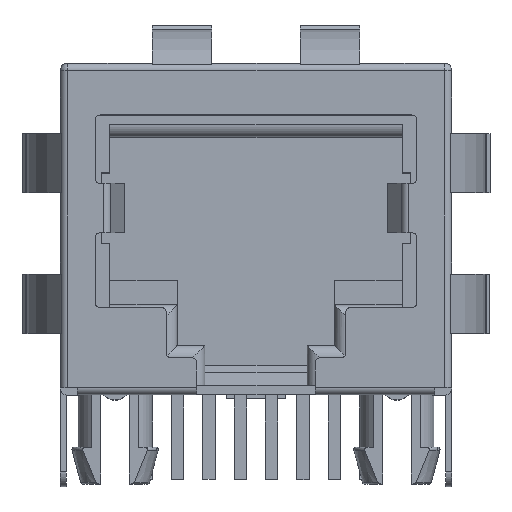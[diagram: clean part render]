
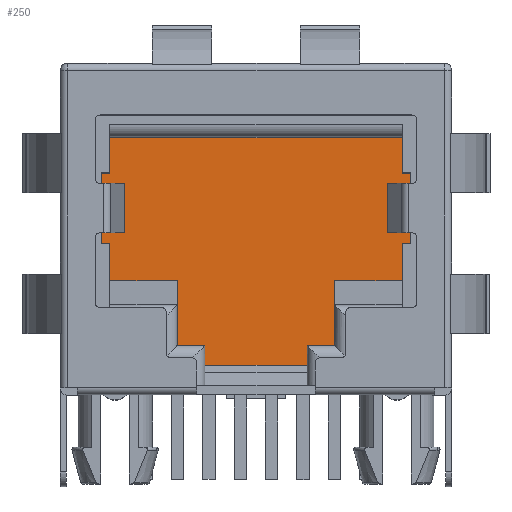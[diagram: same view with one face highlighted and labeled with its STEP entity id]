
A CAD part, top view. The second image highlights one B-rep face of the part: STEP entity #250.
In plain terms, the highlighted planar face has unit normal (0, 0, 1).
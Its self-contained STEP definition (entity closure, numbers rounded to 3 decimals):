
#250 = ADVANCED_FACE ( 'NONE', ( #5343 ), #3490, .T. ) ;
#2188 = EDGE_LOOP ( 'NONE', ( #4874, #4864, #4868, #4863, #4866, #4838, #4837, #4860, #4925, #4926, #4946, #4904, #4913, #4922, #4936, #4924 ) ) ;
#2777 = VERTEX_POINT ( 'NONE', #10573 ) ;
#2778 = VERTEX_POINT ( 'NONE', #10574 ) ;
#2803 = VERTEX_POINT ( 'NONE', #10599 ) ;
#2805 = VERTEX_POINT ( 'NONE', #10601 ) ;
#2865 = VERTEX_POINT ( 'NONE', #10661 ) ;
#2884 = VERTEX_POINT ( 'NONE', #10680 ) ;
#2886 = VERTEX_POINT ( 'NONE', #10682 ) ;
#2887 = VERTEX_POINT ( 'NONE', #10683 ) ;
#2889 = VERTEX_POINT ( 'NONE', #10685 ) ;
#2891 = VERTEX_POINT ( 'NONE', #10687 ) ;
#2892 = VERTEX_POINT ( 'NONE', #10688 ) ;
#2894 = VERTEX_POINT ( 'NONE', #10690 ) ;
#2900 = VERTEX_POINT ( 'NONE', #10696 ) ;
#2903 = VERTEX_POINT ( 'NONE', #10699 ) ;
#2904 = VERTEX_POINT ( 'NONE', #10700 ) ;
#2906 = VERTEX_POINT ( 'NONE', #10702 ) ;
#3490 = PLANE ( 'NONE',  #5715 ) ;
#3497 = DIRECTION ( 'NONE',  ( 0., 0., 1. ) ) ;
#3501 = CARTESIAN_POINT ( 'NONE',  ( 0., 0., -11.25 ) ) ;
#3512 = DIRECTION ( 'NONE',  ( 1., 0., 0. ) ) ;
#4280 = EDGE_CURVE ( 'NONE', #2904, #2906, #8743, .T. ) ;
#4283 = EDGE_CURVE ( 'NONE', #2900, #2903, #8747, .T. ) ;
#4304 = EDGE_CURVE ( 'NONE', #2891, #2889, #8786, .T. ) ;
#4306 = EDGE_CURVE ( 'NONE', #2894, #2891, #8794, .T. ) ;
#4308 = EDGE_CURVE ( 'NONE', #2892, #2894, #8797, .T. ) ;
#4311 = EDGE_CURVE ( 'NONE', #2887, #2892, #8803, .T. ) ;
#4313 = EDGE_CURVE ( 'NONE', #2886, #2887, #8807, .T. ) ;
#4316 = EDGE_CURVE ( 'NONE', #2904, #2886, #8813, .T. ) ;
#4324 = EDGE_CURVE ( 'NONE', #2884, #2906, #8828, .T. ) ;
#4353 = EDGE_CURVE ( 'NONE', #2884, #2865, #8886, .T. ) ;
#4369 = EDGE_CURVE ( 'NONE', #2865, #2903, #8918, .T. ) ;
#4375 = EDGE_CURVE ( 'NONE', #2900, #2805, #8929, .T. ) ;
#4377 = EDGE_CURVE ( 'NONE', #2778, #2805, #8933, .T. ) ;
#4380 = EDGE_CURVE ( 'NONE', #2803, #2778, #8939, .T. ) ;
#4382 = EDGE_CURVE ( 'NONE', #2777, #2803, #8943, .T. ) ;
#4384 = EDGE_CURVE ( 'NONE', #2777, #2889, #8947, .T. ) ;
#4837 = ORIENTED_EDGE ( 'NONE', *, *, #4311, .T. ) ;
#4838 = ORIENTED_EDGE ( 'NONE', *, *, #4313, .T. ) ;
#4860 = ORIENTED_EDGE ( 'NONE', *, *, #4308, .T. ) ;
#4863 = ORIENTED_EDGE ( 'NONE', *, *, #4280, .F. ) ;
#4864 = ORIENTED_EDGE ( 'NONE', *, *, #4353, .F. ) ;
#4866 = ORIENTED_EDGE ( 'NONE', *, *, #4316, .T. ) ;
#4868 = ORIENTED_EDGE ( 'NONE', *, *, #4324, .T. ) ;
#4874 = ORIENTED_EDGE ( 'NONE', *, *, #4369, .F. ) ;
#4904 = ORIENTED_EDGE ( 'NONE', *, *, #4382, .T. ) ;
#4913 = ORIENTED_EDGE ( 'NONE', *, *, #4380, .T. ) ;
#4922 = ORIENTED_EDGE ( 'NONE', *, *, #4377, .T. ) ;
#4924 = ORIENTED_EDGE ( 'NONE', *, *, #4283, .T. ) ;
#4925 = ORIENTED_EDGE ( 'NONE', *, *, #4306, .T. ) ;
#4926 = ORIENTED_EDGE ( 'NONE', *, *, #4304, .T. ) ;
#4936 = ORIENTED_EDGE ( 'NONE', *, *, #4375, .F. ) ;
#4946 = ORIENTED_EDGE ( 'NONE', *, *, #4384, .F. ) ;
#5343 = FACE_OUTER_BOUND ( 'NONE', #2188, .T. ) ;
#5715 = AXIS2_PLACEMENT_3D ( 'NONE', #3501, #3497, #3512 ) ;
#8743 = LINE ( 'NONE', #11059, #8746 ) ;
#8746 = VECTOR ( 'NONE', #11060, 1000. ) ;
#8747 = LINE ( 'NONE', #11057, #8752 ) ;
#8752 = VECTOR ( 'NONE', #11066, 1000. ) ;
#8786 = LINE ( 'NONE', #11093, #8793 ) ;
#8793 = VECTOR ( 'NONE', #11109, 1000. ) ;
#8794 = LINE ( 'NONE', #11107, #8796 ) ;
#8796 = VECTOR ( 'NONE', #11103, 1000. ) ;
#8797 = LINE ( 'NONE', #11117, #8800 ) ;
#8800 = VECTOR ( 'NONE', #11118, 1000. ) ;
#8803 = LINE ( 'NONE', #11123, #8806 ) ;
#8806 = VECTOR ( 'NONE', #11124, 1000. ) ;
#8807 = LINE ( 'NONE', #11127, #8810 ) ;
#8810 = VECTOR ( 'NONE', #11128, 1000. ) ;
#8813 = LINE ( 'NONE', #11133, #8816 ) ;
#8816 = VECTOR ( 'NONE', #11134, 1000. ) ;
#8828 = LINE ( 'NONE', #11150, #8831 ) ;
#8831 = VECTOR ( 'NONE', #11151, 1000. ) ;
#8886 = LINE ( 'NONE', #11208, #8889 ) ;
#8889 = VECTOR ( 'NONE', #11209, 1000. ) ;
#8918 = LINE ( 'NONE', #11239, #8921 ) ;
#8921 = VECTOR ( 'NONE', #11240, 1000. ) ;
#8929 = LINE ( 'NONE', #11253, #8932 ) ;
#8932 = VECTOR ( 'NONE', #11254, 1000. ) ;
#8933 = LINE ( 'NONE', #11257, #8936 ) ;
#8936 = VECTOR ( 'NONE', #11258, 1000. ) ;
#8939 = LINE ( 'NONE', #11263, #8942 ) ;
#8942 = VECTOR ( 'NONE', #11264, 1000. ) ;
#8943 = LINE ( 'NONE', #11267, #8946 ) ;
#8946 = VECTOR ( 'NONE', #11268, 1000. ) ;
#8947 = LINE ( 'NONE', #11271, #8950 ) ;
#8950 = VECTOR ( 'NONE', #11272, 1000. ) ;
#10573 = CARTESIAN_POINT ( 'NONE',  ( -5.93, 9.2, -11.25 ) ) ;
#10574 = CARTESIAN_POINT ( 'NONE',  ( -6.275, 6.35, -11.25 ) ) ;
#10599 = CARTESIAN_POINT ( 'NONE',  ( -6.275, 9.2, -11.25 ) ) ;
#10601 = CARTESIAN_POINT ( 'NONE',  ( -5.93, 6.35, -11.25 ) ) ;
#10661 = CARTESIAN_POINT ( 'NONE',  ( -3.19, 1.42, -11.25 ) ) ;
#10680 = CARTESIAN_POINT ( 'NONE',  ( 3.19, 1.42, -11.25 ) ) ;
#10682 = CARTESIAN_POINT ( 'NONE',  ( 5.93, 6.35, -11.25 ) ) ;
#10683 = CARTESIAN_POINT ( 'NONE',  ( 6.275, 6.35, -11.25 ) ) ;
#10685 = CARTESIAN_POINT ( 'NONE',  ( -5.93, 10.65, -11.25 ) ) ;
#10687 = CARTESIAN_POINT ( 'NONE',  ( 5.93, 10.65, -11.25 ) ) ;
#10688 = CARTESIAN_POINT ( 'NONE',  ( 6.275, 9.2, -11.25 ) ) ;
#10690 = CARTESIAN_POINT ( 'NONE',  ( 5.93, 9.2, -11.25 ) ) ;
#10696 = CARTESIAN_POINT ( 'NONE',  ( -5.93, 4.85, -11.25 ) ) ;
#10699 = CARTESIAN_POINT ( 'NONE',  ( -3.19, 4.85, -11.25 ) ) ;
#10700 = CARTESIAN_POINT ( 'NONE',  ( 5.93, 4.85, -11.25 ) ) ;
#10702 = CARTESIAN_POINT ( 'NONE',  ( 3.19, 4.85, -11.25 ) ) ;
#11057 = CARTESIAN_POINT ( 'NONE',  ( 0., 4.85, -11.25 ) ) ;
#11059 = CARTESIAN_POINT ( 'NONE',  ( 0., 4.85, -11.25 ) ) ;
#11060 = DIRECTION ( 'NONE',  ( -1., 0., 0. ) ) ;
#11066 = DIRECTION ( 'NONE',  ( 1., 0., 0. ) ) ;
#11093 = CARTESIAN_POINT ( 'NONE',  ( 0., 10.65, -11.25 ) ) ;
#11103 = DIRECTION ( 'NONE',  ( 0., 1., 0. ) ) ;
#11107 = CARTESIAN_POINT ( 'NONE',  ( 5.93, 0., -11.25 ) ) ;
#11109 = DIRECTION ( 'NONE',  ( -1., 0., 0. ) ) ;
#11117 = CARTESIAN_POINT ( 'NONE',  ( 0., 9.2, -11.25 ) ) ;
#11118 = DIRECTION ( 'NONE',  ( -1., 0., 0. ) ) ;
#11123 = CARTESIAN_POINT ( 'NONE',  ( 6.275, 0., -11.25 ) ) ;
#11124 = DIRECTION ( 'NONE',  ( 0., 1., 0. ) ) ;
#11127 = CARTESIAN_POINT ( 'NONE',  ( 0., 6.35, -11.25 ) ) ;
#11128 = DIRECTION ( 'NONE',  ( 1., 0., 0. ) ) ;
#11133 = CARTESIAN_POINT ( 'NONE',  ( 5.93, 0., -11.25 ) ) ;
#11134 = DIRECTION ( 'NONE',  ( 0., 1., 0. ) ) ;
#11150 = CARTESIAN_POINT ( 'NONE',  ( 3.19, 0., -11.25 ) ) ;
#11151 = DIRECTION ( 'NONE',  ( 0., 1., 0. ) ) ;
#11208 = CARTESIAN_POINT ( 'NONE',  ( 0., 1.42, -11.25 ) ) ;
#11209 = DIRECTION ( 'NONE',  ( -1., 0., 0. ) ) ;
#11239 = CARTESIAN_POINT ( 'NONE',  ( -3.19, 0., -11.25 ) ) ;
#11240 = DIRECTION ( 'NONE',  ( 0., 1., 0. ) ) ;
#11253 = CARTESIAN_POINT ( 'NONE',  ( -5.93, 0., -11.25 ) ) ;
#11254 = DIRECTION ( 'NONE',  ( 0., 1., 0. ) ) ;
#11257 = CARTESIAN_POINT ( 'NONE',  ( 0., 6.35, -11.25 ) ) ;
#11258 = DIRECTION ( 'NONE',  ( 1., 0., 0. ) ) ;
#11263 = CARTESIAN_POINT ( 'NONE',  ( -6.275, 0., -11.25 ) ) ;
#11264 = DIRECTION ( 'NONE',  ( 0., -1., 0. ) ) ;
#11267 = CARTESIAN_POINT ( 'NONE',  ( 0., 9.2, -11.25 ) ) ;
#11268 = DIRECTION ( 'NONE',  ( -1., 0., 0. ) ) ;
#11271 = CARTESIAN_POINT ( 'NONE',  ( -5.93, 0., -11.25 ) ) ;
#11272 = DIRECTION ( 'NONE',  ( 0., 1., 0. ) ) ;
